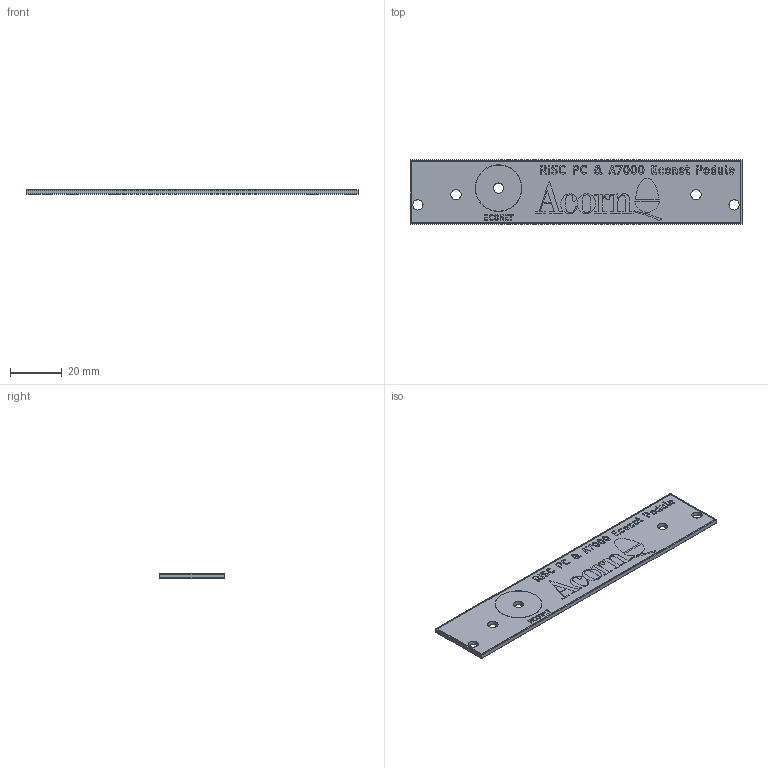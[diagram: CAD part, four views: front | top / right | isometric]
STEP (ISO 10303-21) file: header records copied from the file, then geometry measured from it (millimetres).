
FILE_DESCRIPTION(('KiCad electronic assembly'),'2;1');
FILE_NAME('A7000PoduleFacePlate.step','2025-10-14T13:16:30',('Pcbnew'),( 'Kicad'),'Open CASCADE STEP processor 7.9','KiCad to STEP converter' ,'Unknown');
FILE_SCHEMA(('AUTOMOTIVE_DESIGN { 1 0 10303 214 1 1 1 1 }'));
Length unit declared in the file: millimetre
Products named in the file (6): A7000PoduleFacePlate 1; A7000PoduleFacePlate_silkscreen; A7000PoduleFacePlate_soldermask; A7000PoduleFacePlate_PCB
Assembly tree (5 placements, depth 2):
  A7000PoduleFacePlate 1
    A7000PoduleFacePlate_silkscreen
    A7000PoduleFacePlate_silkscreen
    A7000PoduleFacePlate_soldermask
    A7000PoduleFacePlate_soldermask
    A7000PoduleFacePlate_PCB
Bounding box: 128.6 x 25 x 1.66 mm (x, y, z)
Volume: 4759.8 mm3; surface area: 13574.2 mm2
Topology: 1 solids, 43 shells, 53 faces, 1474 edges, 1465 vertices
Faces by surface type: plane 48, cylinder 5
Full cylindrical faces by diameter (mm): 4 x5
Entity records: 12982 total; most frequent: CARTESIAN_POINT 2998, DIRECTION 1762, ORIENTED_EDGE 1501, EDGE_CURVE 1474, VERTEX_POINT 1465, LINE 1304, VECTOR 1304, AXIS2_PLACEMENT_3D 229
